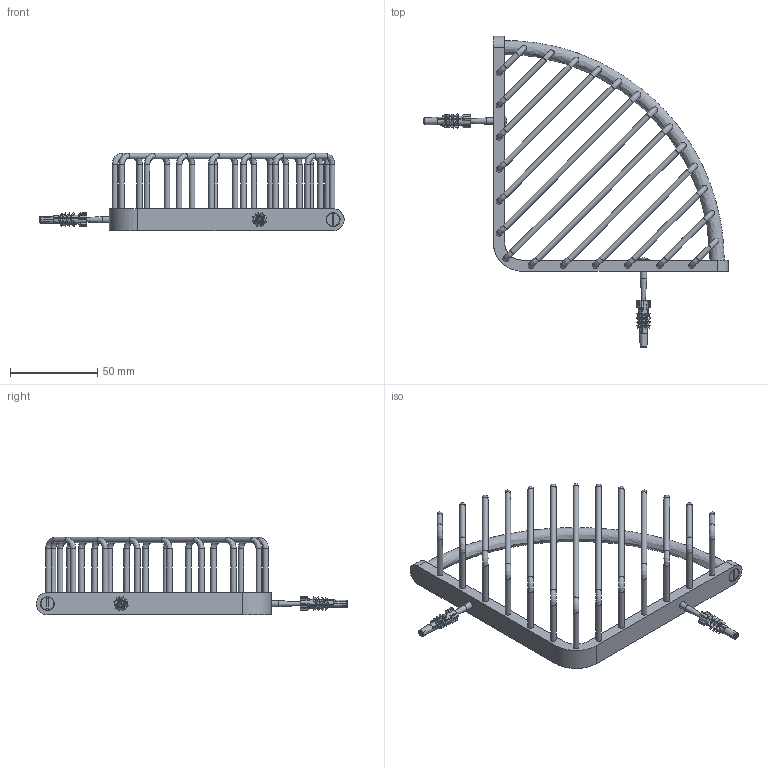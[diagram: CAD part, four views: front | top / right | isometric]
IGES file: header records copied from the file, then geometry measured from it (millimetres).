
Global section: file name: N36; native system: Autodesk Inventor 2018; preprocessor: unknown; author: aprice; date: 20181128.093002; units: millimetre
Bounding box: 174.34 x 178.28 x 44.45 mm (x, y, z)
Volume: 45302.7 mm3; surface area: 39465.4 mm2
Topology: 21 solids, 21 shells, 638 faces, 1861 edges, 1253 vertices
Faces by surface type: bspline 638
